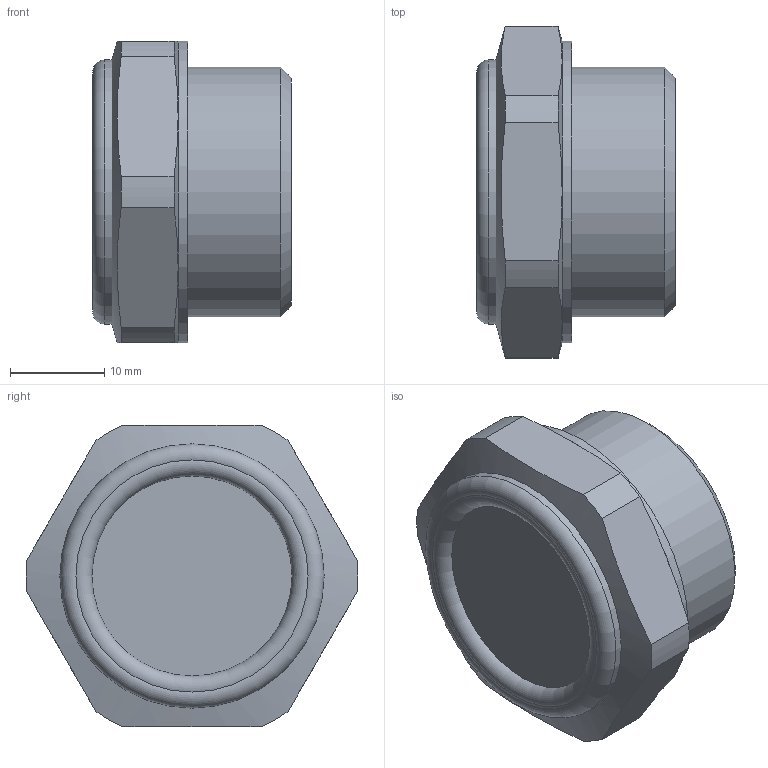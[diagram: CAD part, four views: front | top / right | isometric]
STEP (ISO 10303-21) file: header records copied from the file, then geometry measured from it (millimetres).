
FILE_DESCRIPTION( ( 'STEP AP214' ), '1' );
FILE_NAME( 'K0448.36034.stp', '2020-12-08T08:57:51', ( '' ), ( '' ), ' ', 'PARTsolutions', ' ' );
FILE_SCHEMA( ( 'AUTOMOTIVE_DESIGN { 1 0 10303 214 1 1 1 1 }' ) );
Length unit declared in the file: millimetre
Products named in the file (1): _K0448.36034
Bounding box: 21.06 x 35.18 x 32 mm (x, y, z)
Volume: 10069.2 mm3; surface area: 4374.6 mm2
Topology: 1 solids, 1 shells, 50 faces, 127 edges, 81 vertices
Faces by surface type: plane 25, cylinder 14, cone 9, torus 2
Full cylindrical faces by diameter (mm): 26.441 x1, 28 x1, 32 x1
Entity records: 1918 total; most frequent: CARTESIAN_POINT 353, DIRECTION 238, ORIENTED_EDGE 234, EDGE_CURVE 117, AXIS2_PLACEMENT_3D 98, VERTEX_POINT 79, EDGE_LOOP 60, FACE_OUTER_BOUND 55
